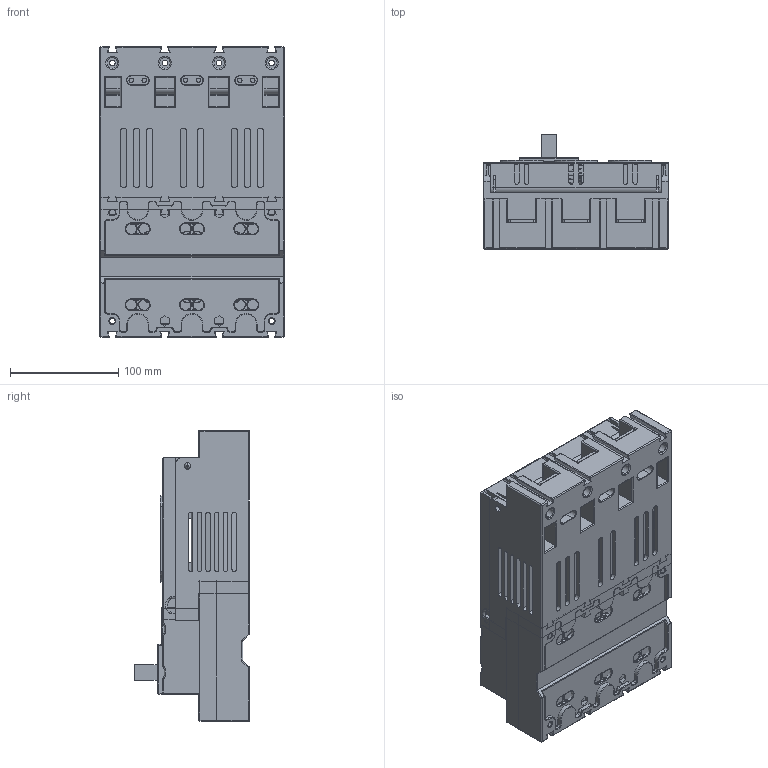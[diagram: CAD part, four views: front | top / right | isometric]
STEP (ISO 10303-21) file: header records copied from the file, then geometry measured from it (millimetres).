
FILE_DESCRIPTION((''),'2;1');
FILE_NAME('250_ASM','2025-08-20T14:42:47',('Administrator'),(''),'CREO PARAMETRIC BY PTC INC, 2021023','CREO PARAMETRIC BY PTC INC, 2021023','');
FILE_SCHEMA(('CONFIG_CONTROL_DESIGN'));
Products named in the file (19): DIZUO; JINGCHUTOU; CHUTOUZHICHI250; ZHONGBAN250; TUIGAN250; ZHUANZHOU250; ZHOUTAO250; DONGCHUTOU250; SHANGGAI250; NIUHUANG250; HOUZUO250; HOUJIECHUBAN250; RONGDUANQI2560; GEBAN; XIAGAI250; 5; 6; 7; 250_ASM
Assembly tree (39 placements, depth 2):
  250_ASM
    DIZUO
    JINGCHUTOU  x6
    CHUTOUZHICHI250
    ZHONGBAN250
    TUIGAN250
    ZHUANZHOU250
    ZHOUTAO250
    DONGCHUTOU250  x12
    SHANGGAI250
    NIUHUANG250
    HOUZUO250
    HOUJIECHUBAN250  x3
    RONGDUANQI2560  x3
    GEBAN  x2
    XIAGAI250
    5
    6
    7
Bounding box: 170 x 105.7 x 268 mm (x, y, z)
Volume: 2006642.1 mm3; surface area: 808158 mm2
Topology: 40 solids, 48 shells, 4448 faces, 11597 edges, 7370 vertices
Faces by surface type: plane 2104, cylinder 1520, torus 322, bspline 242, extrusion 198, sphere 52, cone 10
Entity records: 139181 total; most frequent: CARTESIAN_POINT 40596, ORIENTED_EDGE 20880, DIRECTION 19774, EDGE_CURVE 10462, VECTOR 6904, LINE 6706, VERTEX_POINT 6662, AXIS2_PLACEMENT_3D 6435
